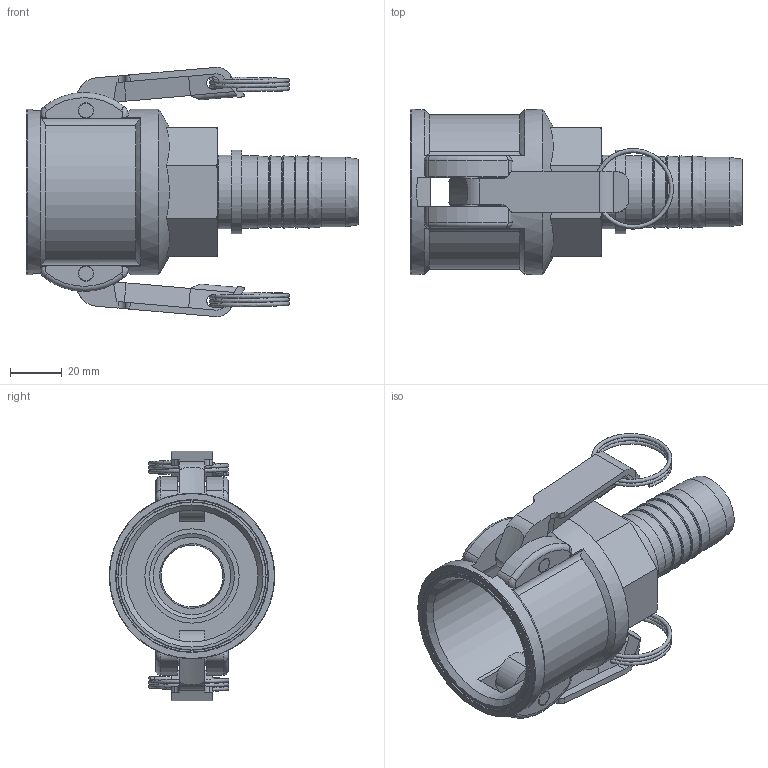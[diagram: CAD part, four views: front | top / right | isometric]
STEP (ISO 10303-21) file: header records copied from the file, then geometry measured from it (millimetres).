
FILE_DESCRIPTION(/* description */ (''),/* implementation_level */ '2;1');
FILE_NAME(/* name */ 'mstp_35_25_r_n.stp',/* time_stamp */ '2020-04-29T09:43:48+02:00',/* author */ ('ertl'),/* organization */ (''),/* preprocessor_version */ 'ST-DEVELOPER v17',/* originating_system */ 'Autodesk Inventor 2018',/* authorisation */ '0 mm^3');
FILE_SCHEMA (('AUTOMOTIVE_DESIGN { 1 0 10303 214 3 1 1 }'));
Length unit declared in the file: millimetre
Products named in the file (1): mstp_35_25
Bounding box: 128.5 x 64 x 96.47 mm (x, y, z)
Volume: 123023.7 mm3; surface area: 52438.7 mm2
Topology: 3 solids, 3 shells, 226 faces, 632 edges, 421 vertices
Faces by surface type: plane 94, cylinder 76, cone 35, torus 11, bspline 10
Full cylindrical faces by diameter (mm): 5 x2, 6 x6, 6.5 x2, 24 x1, 27 x1, 28 x1, 28.5 x1, 30 x1, 32.5 x1, 36.5 x1, 51 x1, 53.5 x1, 54 x1, 64 x2
Entity records: 8894 total; most frequent: CARTESIAN_POINT 2734, ORIENTED_EDGE 1264, DIRECTION 1242, EDGE_CURVE 632, AXIS2_PLACEMENT_3D 489, VERTEX_POINT 421, LINE 264, VECTOR 264
